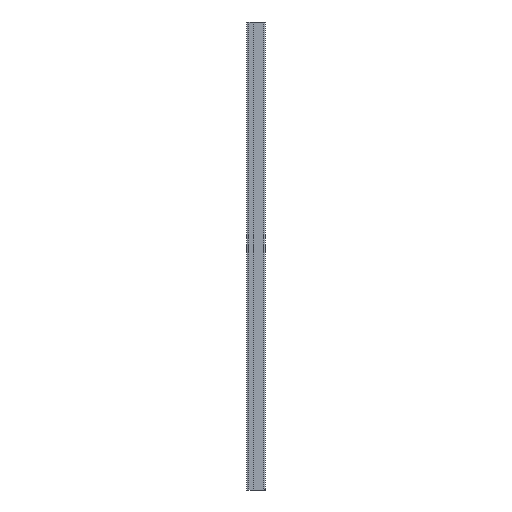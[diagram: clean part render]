
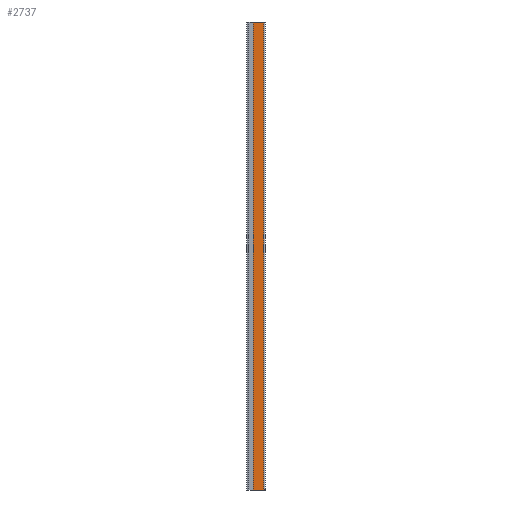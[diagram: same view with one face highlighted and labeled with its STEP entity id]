
A CAD part, left-side view. The second image highlights one B-rep face of the part: STEP entity #2737.
In plain terms, the highlighted face is planar.
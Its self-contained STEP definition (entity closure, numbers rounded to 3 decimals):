
#1417=ORIENTED_EDGE('',*,*,#1972,.T.);
#1418=ORIENTED_EDGE('',*,*,#1973,.F.);
#1419=ORIENTED_EDGE('',*,*,#1969,.F.);
#1420=ORIENTED_EDGE('',*,*,#1974,.T.);
#1643=VECTOR('',#2245,1.);
#1646=VECTOR('',#2250,1.);
#1647=VECTOR('',#2251,1.);
#1648=VECTOR('',#2252,1.);
#1761=LINE('',#2499,#1643);
#1764=LINE('',#2505,#1646);
#1765=LINE('',#2506,#1647);
#1766=LINE('',#2507,#1648);
#1861=VERTEX_POINT('',#2497);
#1862=VERTEX_POINT('',#2498);
#1863=VERTEX_POINT('',#2503);
#1864=VERTEX_POINT('',#2504);
#1969=EDGE_CURVE('',#1861,#1862,#1761,.T.);
#1972=EDGE_CURVE('',#1863,#1864,#1764,.T.);
#1973=EDGE_CURVE('',#1862,#1864,#1765,.T.);
#1974=EDGE_CURVE('',#1861,#1863,#1766,.T.);
#2051=EDGE_LOOP('',(#1417,#1418,#1419,#1420));
#2099=FACE_BOUND('',#2051,.T.);
#2245=DIRECTION('',(-1000.,0.,0.));
#2248=DIRECTION('',(0.,0.,-1.));
#2249=DIRECTION('',(0.,1.,0.));
#2250=DIRECTION('',(-1000.,0.,0.));
#2251=DIRECTION('',(0.,-23.,0.));
#2252=DIRECTION('',(0.,-23.,0.));
#2497=CARTESIAN_POINT('',(1000.,6.,-20.));
#2498=CARTESIAN_POINT('',(0.,6.,-20.));
#2499=CARTESIAN_POINT('',(1000.,6.,-20.));
#2502=CARTESIAN_POINT('',(1000.,-17.,-20.));
#2503=CARTESIAN_POINT('',(1000.,-17.,-20.));
#2504=CARTESIAN_POINT('',(0.,-17.,-20.));
#2505=CARTESIAN_POINT('',(1000.,-17.,-20.));
#2506=CARTESIAN_POINT('',(0.,6.,-20.));
#2507=CARTESIAN_POINT('',(1000.,6.,-20.));
#2644=AXIS2_PLACEMENT_3D('',#2502,#2248,#2249);
#2695=PLANE('',#2644);
#2737=ADVANCED_FACE('',(#2099),#2695,.T.);
